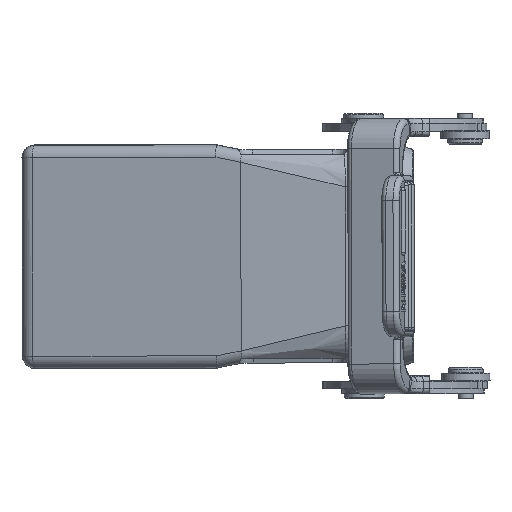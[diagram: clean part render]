
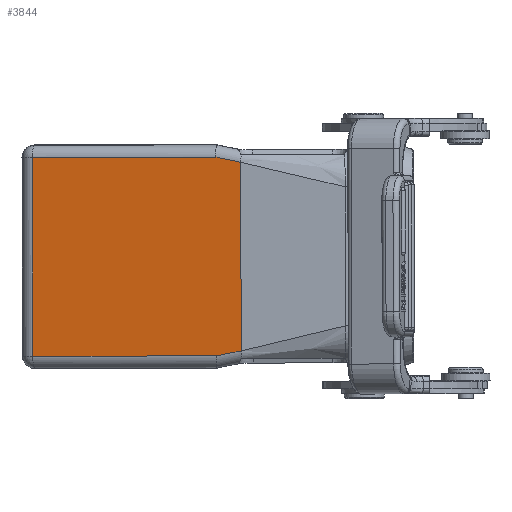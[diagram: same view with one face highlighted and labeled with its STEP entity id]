
A CAD part, left-side view. The second image highlights one B-rep face of the part: STEP entity #3844.
In plain terms, the highlighted planar face has unit normal (-0.982, 0.19, -0.001).
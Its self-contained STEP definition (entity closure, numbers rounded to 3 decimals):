
#3844=ADVANCED_FACE('NONE',(#6174),#5106,.F.);
#5106=PLANE('',#28493);
#6174=FACE_OUTER_BOUND('',#7765,.T.);
#7765=EDGE_LOOP('',(#12288,#12289,#12290,#12291,#12292,#12293));
#12288=ORIENTED_EDGE('',*,*,#20995,.F.);
#12289=ORIENTED_EDGE('',*,*,#20932,.F.);
#12290=ORIENTED_EDGE('',*,*,#20996,.F.);
#12291=ORIENTED_EDGE('',*,*,#20990,.T.);
#12292=ORIENTED_EDGE('',*,*,#20927,.T.);
#12293=ORIENTED_EDGE('',*,*,#20974,.F.);
#17831=VERTEX_POINT('',#44481);
#17833=VERTEX_POINT('',#44530);
#17835=VERTEX_POINT('',#44595);
#17836=VERTEX_POINT('',#44597);
#17859=VERTEX_POINT('',#44691);
#17865=VERTEX_POINT('',#44799);
#20927=EDGE_CURVE('NONE',#17831,#17833,#23888,.T.);
#20932=EDGE_CURVE('NONE',#17835,#17836,#23889,.T.);
#20974=EDGE_CURVE('NONE',#17859,#17833,#23906,.T.);
#20990=EDGE_CURVE('NONE',#17865,#17831,#23914,.T.);
#20995=EDGE_CURVE('NONE',#17836,#17859,#23918,.T.);
#20996=EDGE_CURVE('NONE',#17865,#17835,#23919,.T.);
#23888=LINE('',#44529,#26112);
#23889=LINE('',#44596,#26113);
#23906=LINE('',#44692,#26130);
#23914=LINE('',#44798,#26138);
#23918=LINE('',#44814,#26142);
#23919=LINE('',#44815,#26143);
#26112=VECTOR('',#33114,1.);
#26113=VECTOR('',#33119,1.);
#26130=VECTOR('',#33206,1.);
#26138=VECTOR('',#33240,1.);
#26142=VECTOR('',#33250,1.);
#26143=VECTOR('',#33251,1.);
#28493=AXIS2_PLACEMENT_3D('',#44816,#33252,#33253);
#33114=DIRECTION('',(-0.001,0.002,1.));
#33119=DIRECTION('',(-0.001,0.002,1.));
#33206=DIRECTION('',(-0.186,-0.964,-0.191));
#33240=DIRECTION('',(-0.187,-0.963,0.195));
#33250=DIRECTION('',(-0.19,-0.982,0.002));
#33251=DIRECTION('',(0.19,0.982,-0.002));
#33252=DIRECTION('',(0.982,-0.19,0.001));
#33253=DIRECTION('',(0.19,0.982,0.));
#44481=CARTESIAN_POINT('',(8.242,13.624,-38.956));
#44529=CARTESIAN_POINT('',(8.23,13.664,-19.953));
#44530=CARTESIAN_POINT('',(8.219,13.706,-0.952));
#44595=CARTESIAN_POINT('',(16.375,55.603,-40.039));
#44596=CARTESIAN_POINT('',(16.363,55.647,-20.039));
#44597=CARTESIAN_POINT('',(16.35,55.69,-0.039));
#44691=CARTESIAN_POINT('',(9.184,18.694,0.037));
#44692=CARTESIAN_POINT('',(11.449,30.398,2.352));
#44798=CARTESIAN_POINT('',(11.476,30.301,-42.329));
#44799=CARTESIAN_POINT('',(9.206,18.595,-39.963));
#44814=CARTESIAN_POINT('',(12.284,34.699,0.004));
#44815=CARTESIAN_POINT('',(0.41,-26.814,-39.87));
#44816=CARTESIAN_POINT('',(12.296,34.655,-19.996));
